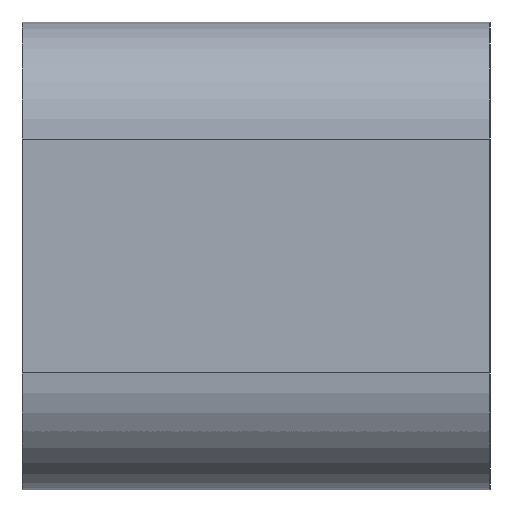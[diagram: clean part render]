
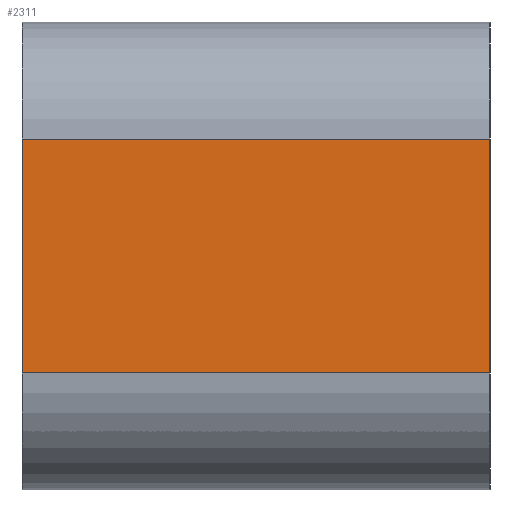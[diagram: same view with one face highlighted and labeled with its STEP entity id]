
A CAD part, left-side view. The second image highlights one B-rep face of the part: STEP entity #2311.
In plain terms, the highlighted planar face has unit normal (-1, 0, 0).
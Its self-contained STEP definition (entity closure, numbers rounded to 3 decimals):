
#182=LINE('',#3546,#454);
#220=LINE('',#3647,#492);
#260=LINE('',#3739,#532);
#261=LINE('',#3740,#533);
#454=VECTOR('',#2827,1000.);
#492=VECTOR('',#2899,1000.);
#532=VECTOR('',#3009,1000.);
#533=VECTOR('',#3010,1000.);
#1014=ORIENTED_EDGE('',*,*,#1541,.F.);
#1015=ORIENTED_EDGE('',*,*,#1443,.F.);
#1016=ORIENTED_EDGE('',*,*,#1542,.F.);
#1017=ORIENTED_EDGE('',*,*,#1496,.F.);
#1443=EDGE_CURVE('',#1754,#1753,#182,.T.);
#1496=EDGE_CURVE('',#1800,#1801,#220,.T.);
#1541=EDGE_CURVE('',#1753,#1800,#260,.T.);
#1542=EDGE_CURVE('',#1801,#1754,#261,.F.);
#1753=VERTEX_POINT('',#3542);
#1754=VERTEX_POINT('',#3545);
#1800=VERTEX_POINT('',#3646);
#1801=VERTEX_POINT('',#3648);
#1980=EDGE_LOOP('',(#1014,#1015,#1016,#1017));
#2108=FACE_BOUND('',#1980,.T.);
#2212=PLANE('',#2499);
#2311=ADVANCED_FACE('',(#2108),#2212,.T.);
#2499=AXIS2_PLACEMENT_3D('',#3738,#3007,#3008);
#2827=DIRECTION('',(0.,0.,1.));
#2899=DIRECTION('',(0.,0.,-1.));
#3007=DIRECTION('',(-1.,0.,0.));
#3008=DIRECTION('',(0.,0.,-1.));
#3009=DIRECTION('',(0.,-1.,0.));
#3010=DIRECTION('',(0.,-1.,0.));
#3542=CARTESIAN_POINT('',(-15.,10.,2.5));
#3545=CARTESIAN_POINT('',(-15.,10.,-2.5));
#3546=CARTESIAN_POINT('',(-15.,10.,0.));
#3646=CARTESIAN_POINT('',(-15.,0.,2.5));
#3647=CARTESIAN_POINT('',(-15.,0.,-5.));
#3648=CARTESIAN_POINT('',(-15.,0.,-2.5));
#3738=CARTESIAN_POINT('',(-15.,10.,-5.));
#3739=CARTESIAN_POINT('',(-15.,10.,2.5));
#3740=CARTESIAN_POINT('',(-15.,10.,-2.5));
